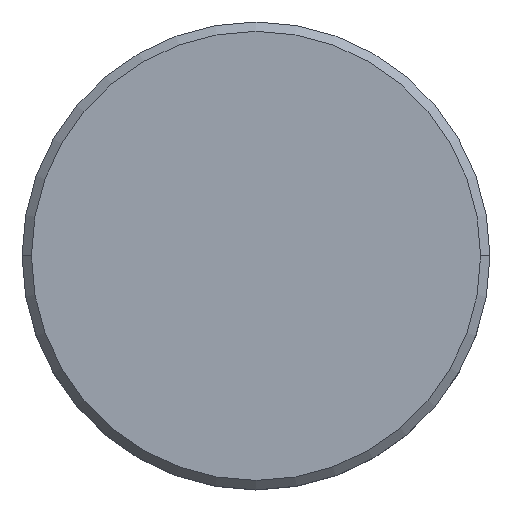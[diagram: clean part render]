
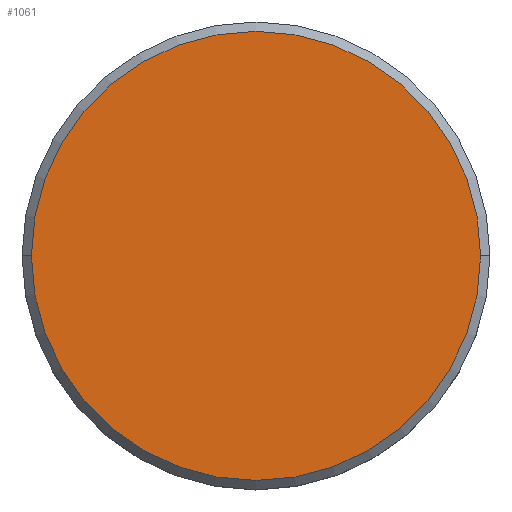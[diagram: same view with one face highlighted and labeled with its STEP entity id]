
A CAD part, top view. The second image highlights one B-rep face of the part: STEP entity #1061.
In plain terms, the highlighted planar face has unit normal (0, 0, 1).
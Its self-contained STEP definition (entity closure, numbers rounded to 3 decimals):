
#49 = DIRECTION ( 'NONE',  ( 0., 0., 1. ) ) ;
#54 = DIRECTION ( 'NONE',  ( 0., 0., 1. ) ) ;
#61 = AXIS2_PLACEMENT_3D ( 'NONE', #1114, #1018, #386 ) ;
#160 = FACE_OUTER_BOUND ( 'NONE', #359, .T. ) ;
#190 = ORIENTED_EDGE ( 'NONE', *, *, #703, .T. ) ;
#230 = DIRECTION ( 'NONE',  ( 1., 0., 0. ) ) ;
#311 = VERTEX_POINT ( 'NONE', #435 ) ;
#359 = EDGE_LOOP ( 'NONE', ( #190, #1009 ) ) ;
#386 = DIRECTION ( 'NONE',  ( 1., 0., 0. ) ) ;
#423 = AXIS2_PLACEMENT_3D ( 'NONE', #966, #49, #764 ) ;
#435 = CARTESIAN_POINT ( 'NONE',  ( 12., 0., 0. ) ) ;
#515 = VERTEX_POINT ( 'NONE', #931 ) ;
#703 = EDGE_CURVE ( 'NONE', #515, #311, #752, .T. ) ;
#752 = CIRCLE ( 'NONE', #423, 12. ) ;
#764 = DIRECTION ( 'NONE',  ( 1., 0., 0. ) ) ;
#875 = CARTESIAN_POINT ( 'NONE',  ( 0., 0., 0. ) ) ;
#929 = AXIS2_PLACEMENT_3D ( 'NONE', #875, #54, #230 ) ;
#931 = CARTESIAN_POINT ( 'NONE',  ( -12., 0., 0. ) ) ;
#966 = CARTESIAN_POINT ( 'NONE',  ( 0., 0., 0. ) ) ;
#973 = PLANE ( 'NONE',  #929 ) ;
#978 = EDGE_CURVE ( 'NONE', #311, #515, #1019, .T. ) ;
#1009 = ORIENTED_EDGE ( 'NONE', *, *, #978, .T. ) ;
#1018 = DIRECTION ( 'NONE',  ( 0., 0., 1. ) ) ;
#1019 = CIRCLE ( 'NONE', #61, 12. ) ;
#1061 = ADVANCED_FACE ( 'NONE', ( #160 ), #973, .T. ) ;
#1114 = CARTESIAN_POINT ( 'NONE',  ( 0., 0., 0. ) ) ;
